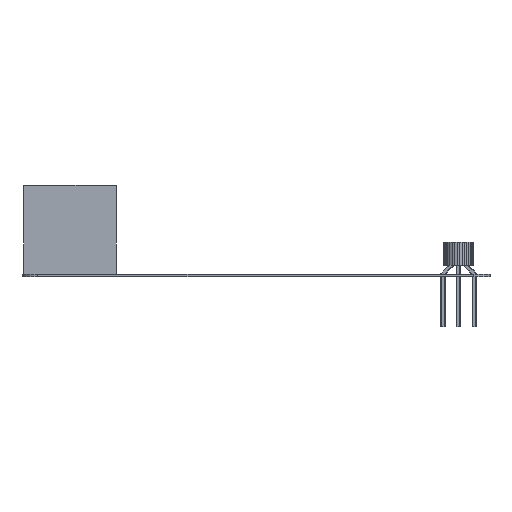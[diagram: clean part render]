
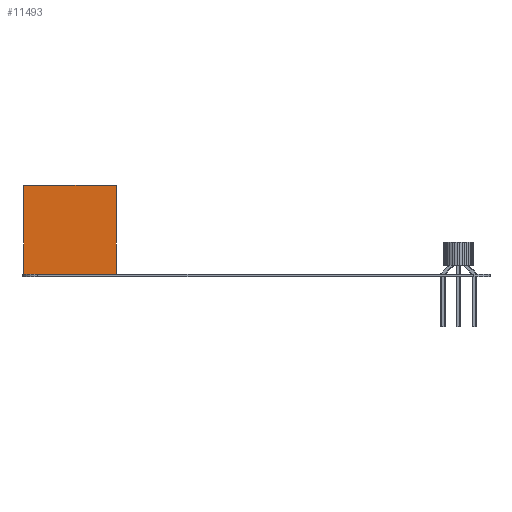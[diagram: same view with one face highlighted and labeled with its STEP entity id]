
A CAD part, left-side view. The second image highlights one B-rep face of the part: STEP entity #11493.
In plain terms, the highlighted planar face has unit normal (-1, 0, 0).
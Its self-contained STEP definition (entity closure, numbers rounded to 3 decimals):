
#11493 = ADVANCED_FACE('',(#11494),#11528,.F.);
#11494 = FACE_BOUND('',#11495,.F.);
#11495 = EDGE_LOOP('',(#11496,#11506,#11514,#11522));
#11496 = ORIENTED_EDGE('',*,*,#11497,.T.);
#11497 = EDGE_CURVE('',#11498,#11500,#11502,.T.);
#11498 = VERTEX_POINT('',#11499);
#11499 = CARTESIAN_POINT('',(-10.732,7.707,0.));
#11500 = VERTEX_POINT('',#11501);
#11501 = CARTESIAN_POINT('',(-10.732,7.707,14.8));
#11502 = LINE('',#11503,#11504);
#11503 = CARTESIAN_POINT('',(-10.732,7.707,0.));
#11504 = VECTOR('',#11505,1.);
#11505 = DIRECTION('',(0.,0.,1.));
#11506 = ORIENTED_EDGE('',*,*,#11507,.T.);
#11507 = EDGE_CURVE('',#11500,#11508,#11510,.T.);
#11508 = VERTEX_POINT('',#11509);
#11509 = CARTESIAN_POINT('',(-10.732,-7.707,14.8));
#11510 = LINE('',#11511,#11512);
#11511 = CARTESIAN_POINT('',(-10.732,7.707,14.8));
#11512 = VECTOR('',#11513,1.);
#11513 = DIRECTION('',(0.,-1.,0.));
#11514 = ORIENTED_EDGE('',*,*,#11515,.F.);
#11515 = EDGE_CURVE('',#11516,#11508,#11518,.T.);
#11516 = VERTEX_POINT('',#11517);
#11517 = CARTESIAN_POINT('',(-10.732,-7.707,0.));
#11518 = LINE('',#11519,#11520);
#11519 = CARTESIAN_POINT('',(-10.732,-7.707,0.));
#11520 = VECTOR('',#11521,1.);
#11521 = DIRECTION('',(0.,0.,1.));
#11522 = ORIENTED_EDGE('',*,*,#11523,.F.);
#11523 = EDGE_CURVE('',#11498,#11516,#11524,.T.);
#11524 = LINE('',#11525,#11526);
#11525 = CARTESIAN_POINT('',(-10.732,7.707,0.));
#11526 = VECTOR('',#11527,1.);
#11527 = DIRECTION('',(0.,-1.,0.));
#11528 = PLANE('',#11529);
#11529 = AXIS2_PLACEMENT_3D('',#11530,#11531,#11532);
#11530 = CARTESIAN_POINT('',(-10.732,7.707,0.));
#11531 = DIRECTION('',(1.,0.,0.));
#11532 = DIRECTION('',(0.,-1.,0.));
